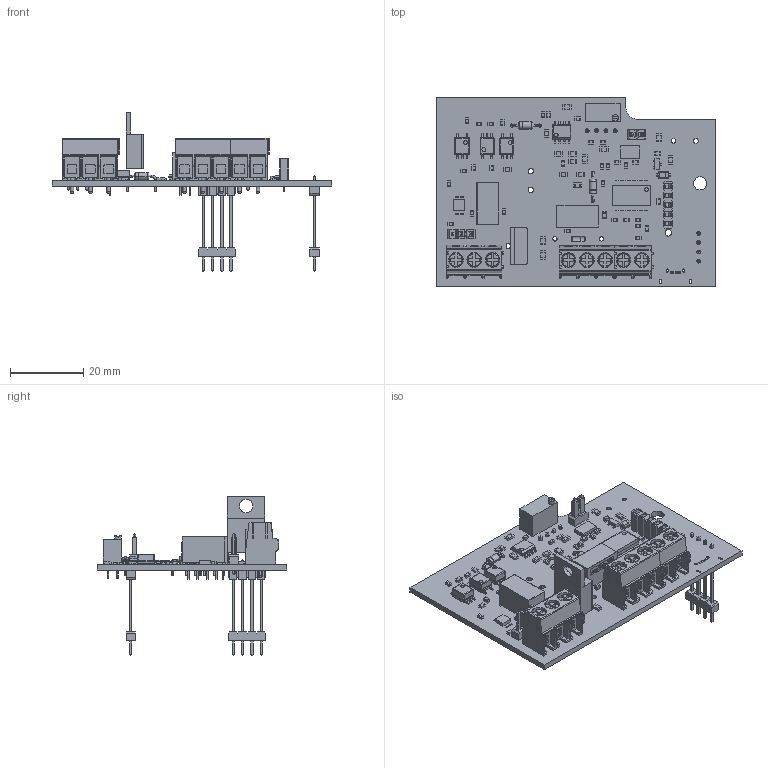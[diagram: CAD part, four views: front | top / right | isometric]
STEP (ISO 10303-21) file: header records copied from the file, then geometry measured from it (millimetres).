
FILE_DESCRIPTION (( 'STEP AP214' ), '1' );
FILE_NAME ('GSDA-RTU-4A.STEP', '2019-05-16T17:33:46', ( '' ), ( '' ), 'SwSTEP 2.0', 'SolidWorks 2017', '' );
FILE_SCHEMA (( 'AUTOMOTIVE_DESIGN' ));
Length unit declared in the file: inch
Products named in the file (1): GSDA-RTU-4A
Bounding box: 76.2 x 51.69 x 43.48 mm (x, y, z)
Volume: 11385.8 mm3; surface area: 17566.7 mm2
Topology: 227 solids, 227 shells, 4003 faces, 9845 edges, 6471 vertices
Faces by surface type: plane 3019, cylinder 822, bspline 90, cone 48, torus 24
Entity records: 137960 total; most frequent: CARTESIAN_POINT 24464, ORIENTED_EDGE 19682, DIRECTION 19202, EDGE_CURVE 9841, VECTOR 7712, LINE 7712, VERTEX_POINT 6471, AXIS2_PLACEMENT_3D 5745
